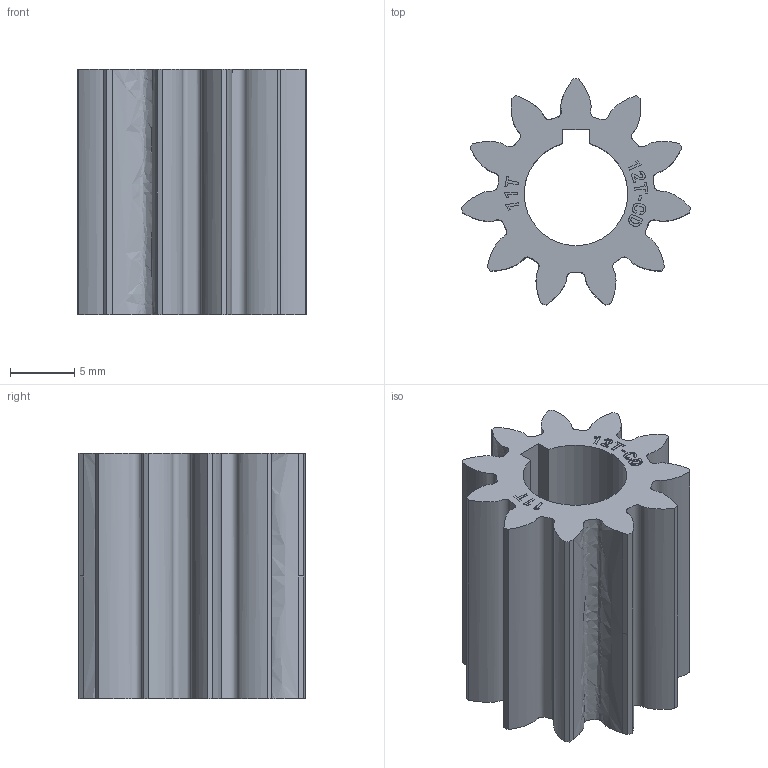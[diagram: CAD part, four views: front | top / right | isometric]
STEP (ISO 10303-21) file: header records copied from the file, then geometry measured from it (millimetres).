
FILE_DESCRIPTION (( 'STEP AP214' ), '1' );
FILE_NAME ('WCP-0900 Rev1.step', '2023-10-30T20:01:51', ( '' ), ( '' ), 'SwSTEP 2.0', 'SolidWorks 2022', '' );
FILE_SCHEMA (( 'AUTOMOTIVE_DESIGN' ));
Length unit declared in the file: inch
Products named in the file (1): WCP-0900 Rev1
Bounding box: 17.74 x 17.57 x 19.05 mm (x, y, z)
Volume: 2361.1 mm3; surface area: 2395 mm2
Topology: 1 solids, 1 shells, 225 faces, 606 edges, 404 vertices
Faces by surface type: plane 147, bspline 65, cylinder 13
Entity records: 13010 total; most frequent: CARTESIAN_POINT 7727, ORIENTED_EDGE 1212, DIRECTION 826, EDGE_CURVE 606, VECTOR 452, LINE 452, VERTEX_POINT 404, EDGE_LOOP 248
